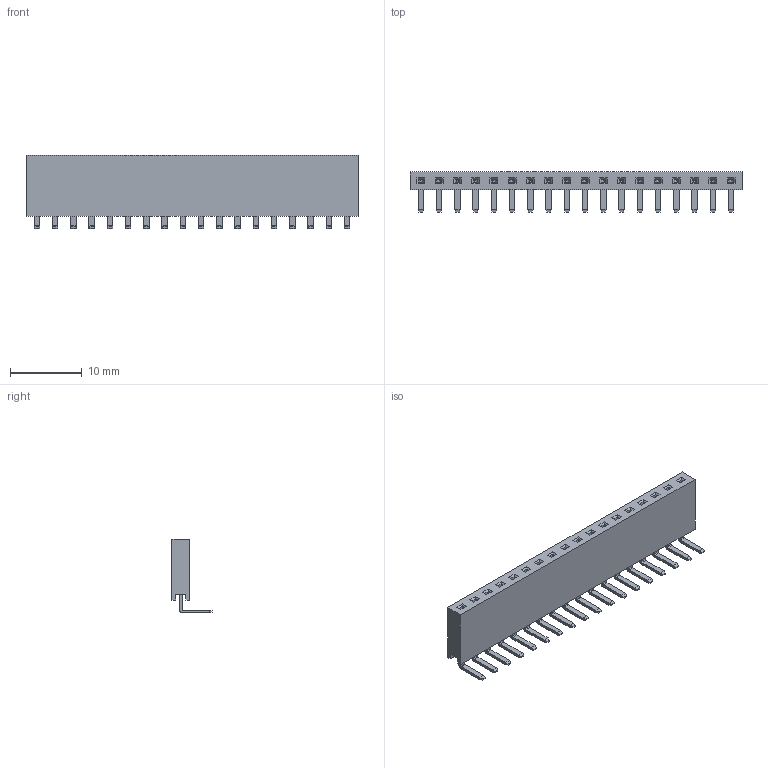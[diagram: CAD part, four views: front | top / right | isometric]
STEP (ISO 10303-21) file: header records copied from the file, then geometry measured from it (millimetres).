
FILE_DESCRIPTION( ( 'Unknown' ), '1' );
FILE_NAME( '613018143121.stp', 'Unknown', ( 'Unknown' ), ( 'Unknown' ), 'PSStep 14.0', 'Unknown', ' ' );
FILE_SCHEMA( ( 'AUTOMOTIVE_DESIGN { 1 0 10303 214 1 1 1 1 }' ) );
Length unit declared in the file: millimetre
Products named in the file (3): Assem1; 61301811821; 6130xx143121_PIN
Assembly tree (19 placements, depth 2):
  Assem1
    61301811821
    6130xx143121_PIN  x18
Bounding box: 46.22 x 5.59 x 10.3 mm (x, y, z)
Volume: 908.3 mm3; surface area: 2454 mm2
Topology: 19 solids, 19 shells, 784 faces, 2094 edges, 1348 vertices
Faces by surface type: plane 676, cylinder 72, extrusion 36
Entity records: 10057 total; most frequent: CARTESIAN_POINT 1420, ORIENTED_EDGE 1366, DIRECTION 1239, EDGE_CURVE 683, VECTOR 673, LINE 671, VERTEX_POINT 430, EDGE_LOOP 293
